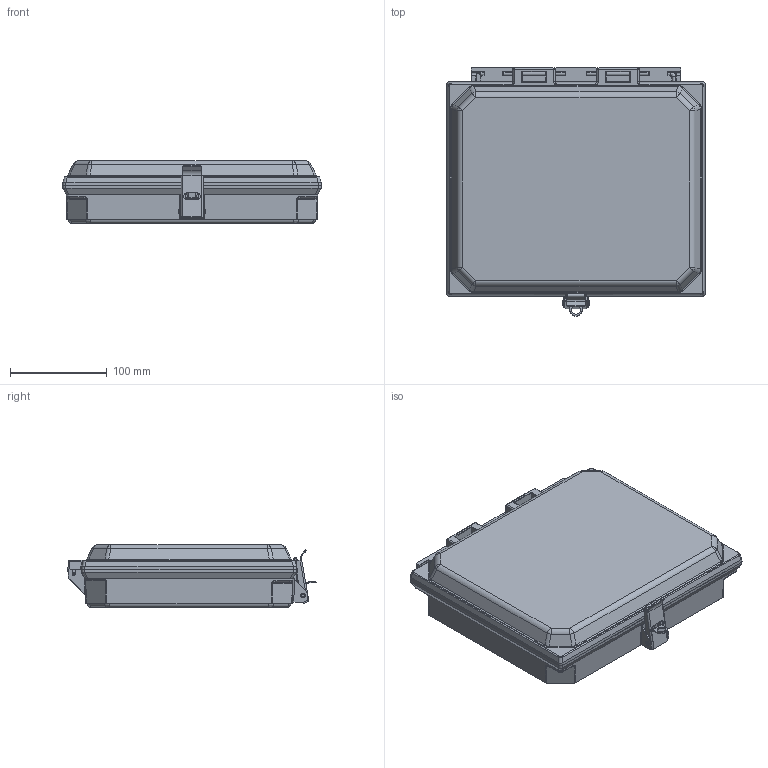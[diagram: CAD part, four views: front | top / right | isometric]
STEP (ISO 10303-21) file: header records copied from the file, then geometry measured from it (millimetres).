
FILE_DESCRIPTION (( 'STEP AP214' ), '1' );
FILE_NAME ('H-X-YD7.STEP', '2019-11-15T15:42:17', ( '' ), ( '' ), 'SwSTEP 2.0', 'SolidWorks 2019', '' );
FILE_SCHEMA (( 'AUTOMOTIVE_DESIGN' ));
Length unit declared in the file: inch
Products named in the file (17): WGU1084CX; 2317200; 2317001_part; 3371200; 70-HMISSLCH316_Installed Position; H-X-YD7; 70-HMISSLCH316 14380-5; WU1084CX; 70-HMISSLCH316 14380-1; WGF108_1; 70-HMISSLCH316 14380-2; WF108_box; WF108_FIP Profile; 70-HPIN10316; 2317001_WP1084C FIP Gasket Profile; 70-HMISSLCH316 14380-3; 70-HMISSLCH316 14380-4
Assembly tree (17 placements, depth 4):
  H-X-YD7
    WGF108_1
      WF108_box
      3371200
        WF108_FIP Profile
    WGU1084CX
      WU1084CX
        2317001_part
      2317200
        2317001_WP1084C FIP Gasket Profile
    70-HMISSLCH316_Installed Position
      70-HMISSLCH316 14380-1
      70-HMISSLCH316 14380-2
      70-HMISSLCH316 14380-3
      70-HMISSLCH316 14380-4
      70-HMISSLCH316 14380-5  x2
    70-HPIN10316
Bounding box: 266.71 x 256.11 x 64.46 mm (x, y, z)
Volume: 1151826.5 mm3; surface area: 652823 mm2
Topology: 14 solids, 14 shells, 4742 faces, 11876 edges, 7358 vertices
Faces by surface type: plane 1841, bspline 1542, cylinder 1247, cone 112
Entity records: 260071 total; most frequent: CARTESIAN_POINT 96769, ORIENTED_EDGE 23644, DIRECTION 16714, EDGE_CURVE 11822, VERTEX_POINT 7350, VECTOR 6568, LINE 6568, EDGE_LOOP 5084
